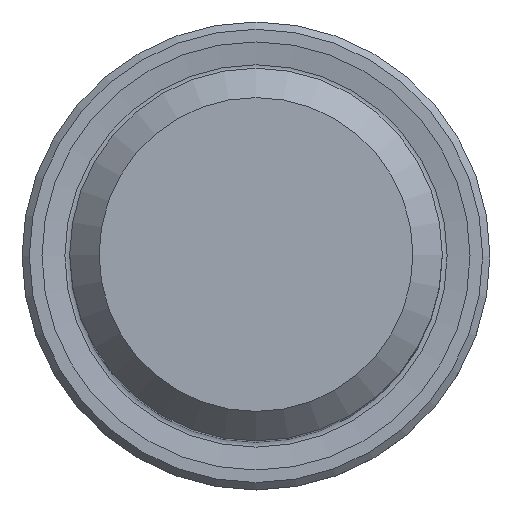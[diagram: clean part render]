
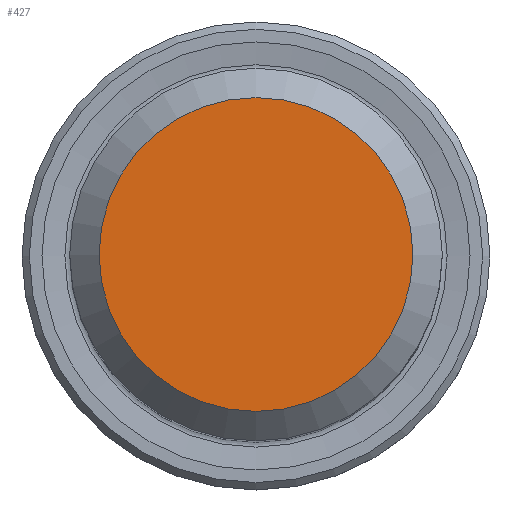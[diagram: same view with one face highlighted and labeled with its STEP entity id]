
A CAD part, top view. The second image highlights one B-rep face of the part: STEP entity #427.
In plain terms, the highlighted planar face has unit normal (0, 0, 1).
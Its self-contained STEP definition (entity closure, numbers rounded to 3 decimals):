
#427=ADVANCED_FACE('',(#434),#431,.F.);
#431=PLANE('',#1714);
#434=FACE_OUTER_BOUND('',#590,.T.);
#590=EDGE_LOOP('',(#746));
#746=ORIENTED_EDGE('',*,*,#903,.F.);
#825=VERTEX_POINT('',#2547);
#903=EDGE_CURVE('',#825,#825,#981,.T.);
#981=CIRCLE('',#1712,10.697);
#1712=AXIS2_PLACEMENT_3D('',#2546,#2173,#2174);
#1714=AXIS2_PLACEMENT_3D('',#2549,#2177,#2178);
#2173=DIRECTION('',(0.,0.,-1.));
#2174=DIRECTION('',(-1.,0.,0.));
#2177=DIRECTION('',(0.,0.,-1.));
#2178=DIRECTION('',(-1.,0.,0.));
#2546=CARTESIAN_POINT('',(0.,0.,56.));
#2547=CARTESIAN_POINT('',(-10.697,0.,56.));
#2549=CARTESIAN_POINT('',(0.,0.,56.));
